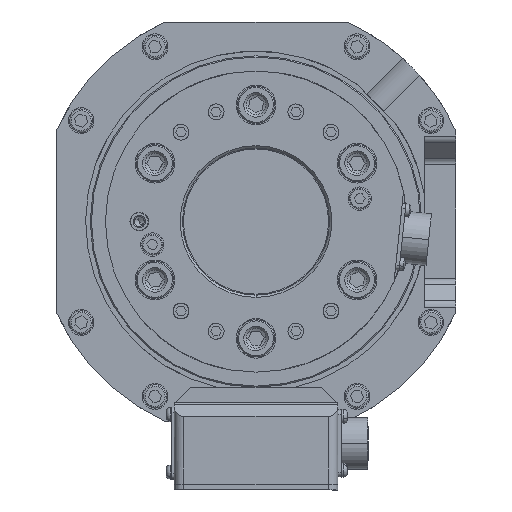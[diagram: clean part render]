
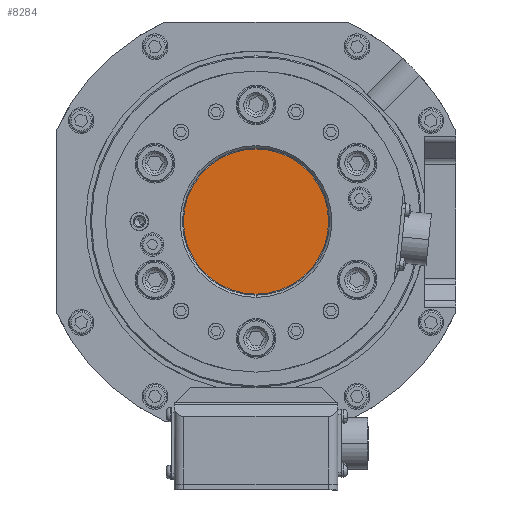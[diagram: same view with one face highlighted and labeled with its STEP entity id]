
A CAD part, front view. The second image highlights one B-rep face of the part: STEP entity #8284.
In plain terms, the highlighted planar face has unit normal (0, -1, 0).
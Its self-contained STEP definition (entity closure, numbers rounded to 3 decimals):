
#1279 = DIRECTION ( 'NONE',  ( 0., 0., -1. ) ) ;
#4808 = DIRECTION ( 'NONE',  ( 0., 1., 0. ) ) ;
#6203 = EDGE_CURVE ( 'NONE', #6216, #24352, #26151, .T. ) ;
#6216 = VERTEX_POINT ( 'NONE', #109612 ) ;
#8284 = ADVANCED_FACE ( 'NONE', ( #50455 ), #23207, .F. ) ;
#15036 = CARTESIAN_POINT ( 'NONE',  ( 0., -69.3, -31.1 ) ) ;
#20024 = DIRECTION ( 'NONE',  ( 0., 1., 0. ) ) ;
#20179 = EDGE_CURVE ( 'NONE', #24352, #6216, #33220, .T. ) ;
#23207 = PLANE ( 'NONE',  #58997 ) ;
#24352 = VERTEX_POINT ( 'NONE', #15036 ) ;
#26151 = CIRCLE ( 'NONE', #80627, 31.1 ) ;
#33220 = CIRCLE ( 'NONE', #107559, 31.1 ) ;
#45913 = DIRECTION ( 'NONE',  ( 0., 1., 0. ) ) ;
#47035 = CARTESIAN_POINT ( 'NONE',  ( 0., -69.3, 0. ) ) ;
#50455 = FACE_OUTER_BOUND ( 'NONE', #99228, .T. ) ;
#58997 = AXIS2_PLACEMENT_3D ( 'NONE', #94866, #4808, #75689 ) ;
#62366 = CARTESIAN_POINT ( 'NONE',  ( 0., -69.3, 0. ) ) ;
#75689 = DIRECTION ( 'NONE',  ( 0., 0., -1. ) ) ;
#76889 = ORIENTED_EDGE ( 'NONE', *, *, #6203, .F. ) ;
#80627 = AXIS2_PLACEMENT_3D ( 'NONE', #47035, #20024, #1279 ) ;
#81139 = DIRECTION ( 'NONE',  ( 0., 0., -1. ) ) ;
#94866 = CARTESIAN_POINT ( 'NONE',  ( 0., -69.3, 0. ) ) ;
#99228 = EDGE_LOOP ( 'NONE', ( #102976, #76889 ) ) ;
#102976 = ORIENTED_EDGE ( 'NONE', *, *, #20179, .F. ) ;
#107559 = AXIS2_PLACEMENT_3D ( 'NONE', #62366, #45913, #81139 ) ;
#109612 = CARTESIAN_POINT ( 'NONE',  ( 0., -69.3, 31.1 ) ) ;
